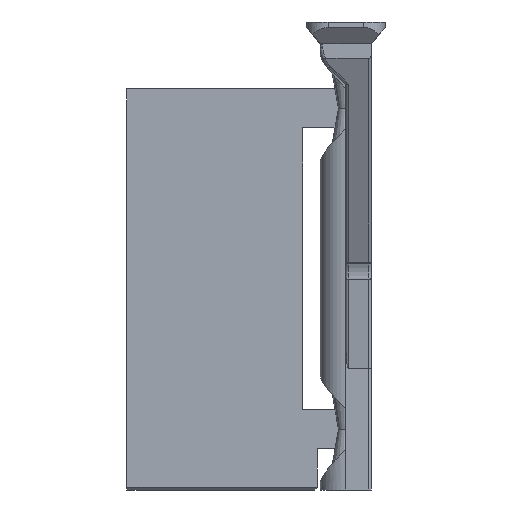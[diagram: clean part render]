
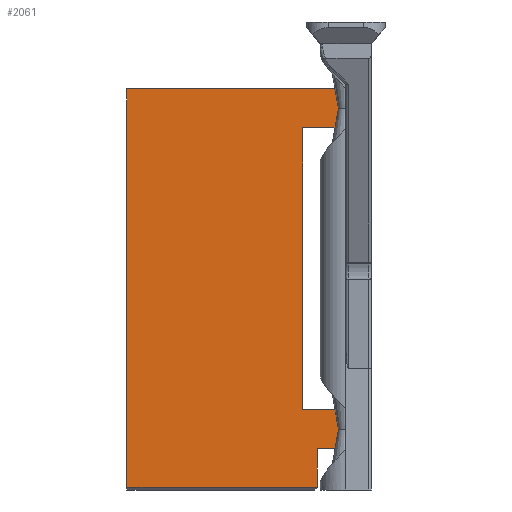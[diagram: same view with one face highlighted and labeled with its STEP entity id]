
A CAD part, front view. The second image highlights one B-rep face of the part: STEP entity #2061.
In plain terms, the highlighted planar face has unit normal (0, -1, 0).
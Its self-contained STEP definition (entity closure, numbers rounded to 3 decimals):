
#19=(
BOUNDED_CURVE()
B_SPLINE_CURVE(2,(#4143,#4144,#4145,#4146),.UNSPECIFIED.,.F.,.F.)
B_SPLINE_CURVE_WITH_KNOTS((3,1,3),(1.318,1.552,1.979),
 .UNSPECIFIED.)
CURVE()
GEOMETRIC_REPRESENTATION_ITEM()
RATIONAL_B_SPLINE_CURVE((8.383,9.016,10.783,
11.898))
REPRESENTATION_ITEM('')
);
#22=(
BOUNDED_CURVE()
B_SPLINE_CURVE(2,(#4172,#4173,#4174,#4175),.UNSPECIFIED.,.F.,.F.)
B_SPLINE_CURVE_WITH_KNOTS((3,1,3),(1.318,1.552,1.979),
 .UNSPECIFIED.)
CURVE()
GEOMETRIC_REPRESENTATION_ITEM()
RATIONAL_B_SPLINE_CURVE((8.383,9.016,10.783,
11.898))
REPRESENTATION_ITEM('')
);
#23=(
BOUNDED_CURVE()
B_SPLINE_CURVE(2,(#4207,#4208,#4209),.UNSPECIFIED.,.F.,.F.)
B_SPLINE_CURVE_WITH_KNOTS((3,3),(61.691,62.739),
 .UNSPECIFIED.)
CURVE()
GEOMETRIC_REPRESENTATION_ITEM()
RATIONAL_B_SPLINE_CURVE((18.813,16.083,13.256))
REPRESENTATION_ITEM('')
);
#24=(
BOUNDED_CURVE()
B_SPLINE_CURVE(2,(#4210,#4211,#4212),.UNSPECIFIED.,.F.,.F.)
B_SPLINE_CURVE_WITH_KNOTS((3,3),(61.691,62.739),
 .UNSPECIFIED.)
CURVE()
GEOMETRIC_REPRESENTATION_ITEM()
RATIONAL_B_SPLINE_CURVE((18.813,16.083,13.256))
REPRESENTATION_ITEM('')
);
#282=LINE('',#4101,#437);
#295=LINE('',#4126,#450);
#304=LINE('',#4186,#459);
#306=LINE('',#4191,#461);
#309=LINE('',#4198,#464);
#311=LINE('',#4204,#466);
#312=LINE('',#4206,#467);
#313=LINE('',#4213,#468);
#437=VECTOR('',#2781,10.);
#450=VECTOR('',#2798,10.);
#459=VECTOR('',#2845,10.);
#461=VECTOR('',#2849,10.);
#464=VECTOR('',#2856,10.);
#466=VECTOR('',#2862,10.);
#467=VECTOR('',#2865,10.);
#468=VECTOR('',#2866,10.);
#593=FACE_OUTER_BOUND('',#711,.T.);
#711=EDGE_LOOP('',(#1843,#1844,#1845,#1846,#1847,#1848,#1849,#1850,#1851,
#1852,#1853,#1854));
#936=VERTEX_POINT('',#4090);
#939=VERTEX_POINT('',#4100);
#949=VERTEX_POINT('',#4125);
#954=VERTEX_POINT('',#4140);
#955=VERTEX_POINT('',#4142);
#962=VERTEX_POINT('',#4169);
#963=VERTEX_POINT('',#4171);
#965=VERTEX_POINT('',#4184);
#966=VERTEX_POINT('',#4188);
#967=VERTEX_POINT('',#4190);
#969=VERTEX_POINT('',#4196);
#971=VERTEX_POINT('',#4202);
#1222=EDGE_CURVE('',#936,#939,#282,.T.);
#1235=EDGE_CURVE('',#949,#939,#295,.T.);
#1243=EDGE_CURVE('',#954,#955,#19,.F.);
#1252=EDGE_CURVE('',#963,#962,#22,.F.);
#1258=EDGE_CURVE('',#936,#965,#304,.F.);
#1260=EDGE_CURVE('',#966,#967,#306,.T.);
#1264=EDGE_CURVE('',#966,#969,#309,.T.);
#1267=EDGE_CURVE('',#969,#971,#311,.T.);
#1268=EDGE_CURVE('',#955,#965,#312,.F.);
#1269=EDGE_CURVE('',#954,#967,#23,.T.);
#1270=EDGE_CURVE('',#963,#971,#24,.T.);
#1271=EDGE_CURVE('',#962,#949,#313,.F.);
#1843=ORIENTED_EDGE('',*,*,#1222,.F.);
#1844=ORIENTED_EDGE('',*,*,#1258,.T.);
#1845=ORIENTED_EDGE('',*,*,#1268,.F.);
#1846=ORIENTED_EDGE('',*,*,#1243,.F.);
#1847=ORIENTED_EDGE('',*,*,#1269,.T.);
#1848=ORIENTED_EDGE('',*,*,#1260,.F.);
#1849=ORIENTED_EDGE('',*,*,#1264,.T.);
#1850=ORIENTED_EDGE('',*,*,#1267,.T.);
#1851=ORIENTED_EDGE('',*,*,#1270,.F.);
#1852=ORIENTED_EDGE('',*,*,#1252,.T.);
#1853=ORIENTED_EDGE('',*,*,#1271,.T.);
#1854=ORIENTED_EDGE('',*,*,#1235,.T.);
#1949=PLANE('',#2297);
#2061=ADVANCED_FACE('',(#593),#1949,.F.);
#2297=AXIS2_PLACEMENT_3D('',#4205,#2863,#2864);
#2781=DIRECTION('',(-1.,0.,0.));
#2798=DIRECTION('',(0.,0.,-1.));
#2845=DIRECTION('',(0.,0.,-1.));
#2849=DIRECTION('',(1.,0.,0.));
#2856=DIRECTION('',(0.,0.,1.));
#2862=DIRECTION('',(1.,0.,0.));
#2863=DIRECTION('center_axis',(0.,1.,0.));
#2864=DIRECTION('ref_axis',(1.,0.,0.));
#2865=DIRECTION('',(1.,0.,0.));
#2866=DIRECTION('',(1.,0.,0.));
#4090=CARTESIAN_POINT('',(170.5,72.05,-162.75));
#4100=CARTESIAN_POINT('',(100.,72.05,-162.75));
#4101=CARTESIAN_POINT('',(117.875,72.05,-162.75));
#4125=CARTESIAN_POINT('',(100.,72.05,-15.3));
#4126=CARTESIAN_POINT('',(100.,72.05,0.));
#4140=CARTESIAN_POINT('',(178.289,72.05,-141.25));
#4142=CARTESIAN_POINT('',(177.014,72.05,-148.45));
#4143=CARTESIAN_POINT('Ctrl Pts',(177.014,72.05,-148.45));
#4144=CARTESIAN_POINT('Ctrl Pts',(177.316,72.05,-146.739));
#4145=CARTESIAN_POINT('Ctrl Pts',(177.973,72.05,-143.027));
#4146=CARTESIAN_POINT('Ctrl Pts',(178.289,72.05,-141.25));
#4169=CARTESIAN_POINT('',(177.014,72.05,-15.3));
#4171=CARTESIAN_POINT('',(178.289,72.05,-22.5));
#4172=CARTESIAN_POINT('Ctrl Pts',(177.014,72.05,-15.3));
#4173=CARTESIAN_POINT('Ctrl Pts',(177.316,72.05,-17.011));
#4174=CARTESIAN_POINT('Ctrl Pts',(177.973,72.05,-20.723));
#4175=CARTESIAN_POINT('Ctrl Pts',(178.289,72.05,-22.5));
#4184=CARTESIAN_POINT('',(170.5,72.05,-148.45));
#4186=CARTESIAN_POINT('',(170.5,72.05,-81.875));
#4188=CARTESIAN_POINT('',(165.,72.05,-134.05));
#4190=CARTESIAN_POINT('',(177.014,72.05,-134.05));
#4191=CARTESIAN_POINT('',(117.875,72.05,-134.05));
#4196=CARTESIAN_POINT('',(165.,72.05,-29.7));
#4198=CARTESIAN_POINT('',(165.,72.05,-66.875));
#4202=CARTESIAN_POINT('',(177.014,72.05,-29.7));
#4204=CARTESIAN_POINT('',(117.875,72.05,-29.7));
#4205=CARTESIAN_POINT('Origin',(100.,72.05,0.));
#4206=CARTESIAN_POINT('',(136.5,72.05,-148.45));
#4207=CARTESIAN_POINT('Ctrl Pts',(178.289,72.05,-141.25));
#4208=CARTESIAN_POINT('Ctrl Pts',(177.771,72.05,-138.335));
#4209=CARTESIAN_POINT('Ctrl Pts',(177.014,72.05,-134.05));
#4210=CARTESIAN_POINT('Ctrl Pts',(178.289,72.05,-22.5));
#4211=CARTESIAN_POINT('Ctrl Pts',(177.771,72.05,-25.415));
#4212=CARTESIAN_POINT('Ctrl Pts',(177.014,72.05,-29.7));
#4213=CARTESIAN_POINT('',(136.5,72.05,-15.3));
